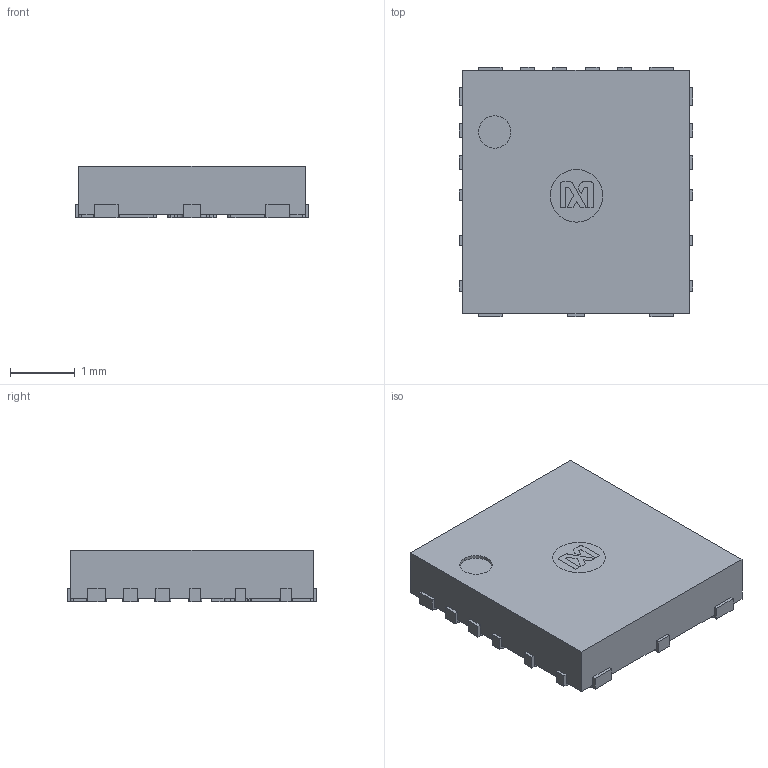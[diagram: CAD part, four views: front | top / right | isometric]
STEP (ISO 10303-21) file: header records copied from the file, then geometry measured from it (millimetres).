
FILE_DESCRIPTION (( 'STEP AP214' ), '1' );
FILE_NAME ('MAXIM_90-100129.STEP', '2019-06-30T13:59:23', ( '' ), ( '' ), 'SwSTEP 2.0', 'SolidWorks 2017', '' );
FILE_SCHEMA (( 'AUTOMOTIVE_DESIGN' ));
Length unit declared in the file: millimetre
Products named in the file (5): maxim_90-100129-1; Maxim Logo for Board(Default)-1; MAXIM_90-100129
Assembly tree (2 placements, depth 2):
  MAXIM_90-100129
    maxim_90-100129-1
    Maxim Logo for Board(Default)-1
  maxim_90-100129-1
  Maxim Logo for Board(Default)-1
Bounding box: 3.6 x 3.85 x 0.8 mm (x, y, z)
Volume: 10.1 mm3; surface area: 40.9 mm2
Topology: 2 solids, 2 shells, 288 faces, 809 edges, 526 vertices
Faces by surface type: plane 208, cylinder 80
Entity records: 9447 total; most frequent: CARTESIAN_POINT 1629, ORIENTED_EDGE 1618, DIRECTION 1557, EDGE_CURVE 809, LINE 649, VECTOR 649, VERTEX_POINT 526, AXIS2_PLACEMENT_3D 454
